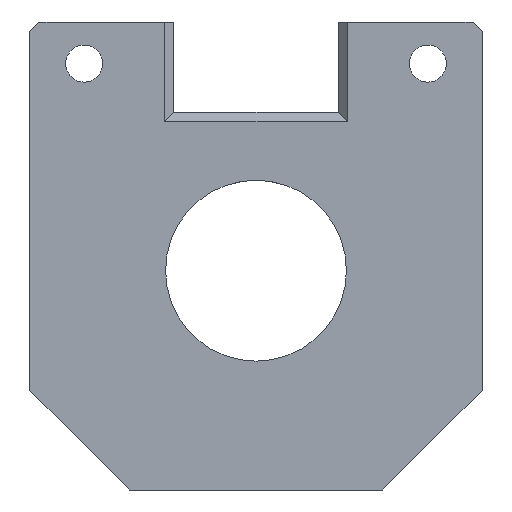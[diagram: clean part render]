
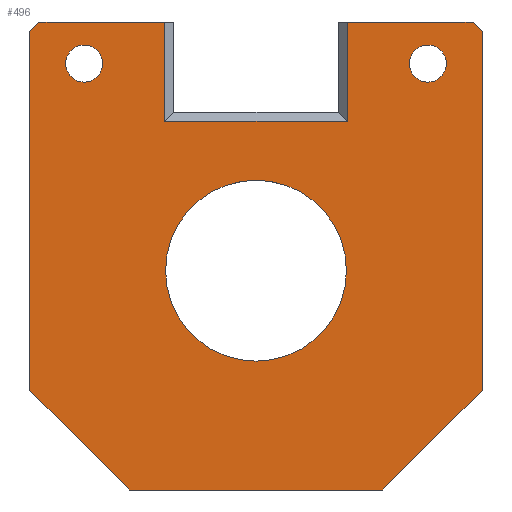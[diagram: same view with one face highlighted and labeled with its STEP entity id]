
A CAD part, left-side view. The second image highlights one B-rep face of the part: STEP entity #496.
In plain terms, the highlighted planar face has unit normal (-1, 0, 0).
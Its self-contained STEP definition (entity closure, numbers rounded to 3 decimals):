
#15=FACE_BOUND('',#80,.T.);
#16=FACE_BOUND('',#81,.T.);
#17=FACE_BOUND('',#82,.T.);
#28=PLANE('',#540);
#50=FACE_OUTER_BOUND('',#79,.T.);
#79=EDGE_LOOP('',(#359,#360,#361,#362,#363,#364,#365,#366,#367,#368,#369,
#370));
#80=EDGE_LOOP('',(#371));
#81=EDGE_LOOP('',(#372));
#82=EDGE_LOOP('',(#373));
#122=LINE('',#770,#173);
#125=LINE('',#776,#176);
#126=LINE('',#778,#177);
#127=LINE('',#780,#178);
#128=LINE('',#782,#179);
#129=LINE('',#784,#180);
#130=LINE('',#786,#181);
#131=LINE('',#788,#182);
#132=LINE('',#790,#183);
#133=LINE('',#792,#184);
#134=LINE('',#794,#185);
#135=LINE('',#795,#186);
#173=VECTOR('',#591,10.);
#176=VECTOR('',#596,10.);
#177=VECTOR('',#597,10.);
#178=VECTOR('',#598,10.);
#179=VECTOR('',#599,10.);
#180=VECTOR('',#600,10.);
#181=VECTOR('',#601,10.);
#182=VECTOR('',#602,10.);
#183=VECTOR('',#603,10.);
#184=VECTOR('',#604,10.);
#185=VECTOR('',#605,10.);
#186=VECTOR('',#606,10.);
#223=CIRCLE('',#541,10.);
#224=CIRCLE('',#542,2.05);
#225=CIRCLE('',#543,2.05);
#241=VERTEX_POINT('',#767);
#242=VERTEX_POINT('',#769);
#244=VERTEX_POINT('',#775);
#245=VERTEX_POINT('',#777);
#246=VERTEX_POINT('',#779);
#247=VERTEX_POINT('',#781);
#248=VERTEX_POINT('',#783);
#249=VERTEX_POINT('',#785);
#250=VERTEX_POINT('',#787);
#251=VERTEX_POINT('',#789);
#252=VERTEX_POINT('',#791);
#253=VERTEX_POINT('',#793);
#254=VERTEX_POINT('',#796);
#255=VERTEX_POINT('',#798);
#256=VERTEX_POINT('',#800);
#287=EDGE_CURVE('',#241,#242,#122,.T.);
#290=EDGE_CURVE('',#242,#244,#125,.T.);
#291=EDGE_CURVE('',#245,#241,#126,.T.);
#292=EDGE_CURVE('',#245,#246,#127,.F.);
#293=EDGE_CURVE('',#247,#246,#128,.T.);
#294=EDGE_CURVE('',#247,#248,#129,.F.);
#295=EDGE_CURVE('',#248,#249,#130,.T.);
#296=EDGE_CURVE('',#249,#250,#131,.F.);
#297=EDGE_CURVE('',#250,#251,#132,.T.);
#298=EDGE_CURVE('',#251,#252,#133,.F.);
#299=EDGE_CURVE('',#253,#252,#134,.T.);
#300=EDGE_CURVE('',#253,#244,#135,.F.);
#301=EDGE_CURVE('',#254,#254,#223,.F.);
#302=EDGE_CURVE('',#255,#255,#224,.T.);
#303=EDGE_CURVE('',#256,#256,#225,.T.);
#359=ORIENTED_EDGE('',*,*,#290,.F.);
#360=ORIENTED_EDGE('',*,*,#287,.F.);
#361=ORIENTED_EDGE('',*,*,#291,.F.);
#362=ORIENTED_EDGE('',*,*,#292,.T.);
#363=ORIENTED_EDGE('',*,*,#293,.F.);
#364=ORIENTED_EDGE('',*,*,#294,.T.);
#365=ORIENTED_EDGE('',*,*,#295,.T.);
#366=ORIENTED_EDGE('',*,*,#296,.T.);
#367=ORIENTED_EDGE('',*,*,#297,.T.);
#368=ORIENTED_EDGE('',*,*,#298,.T.);
#369=ORIENTED_EDGE('',*,*,#299,.F.);
#370=ORIENTED_EDGE('',*,*,#300,.T.);
#371=ORIENTED_EDGE('',*,*,#301,.T.);
#372=ORIENTED_EDGE('',*,*,#302,.T.);
#373=ORIENTED_EDGE('',*,*,#303,.T.);
#496=ADVANCED_FACE('',(#50,#15,#16,#17),#28,.T.);
#540=AXIS2_PLACEMENT_3D('',#774,#594,#595);
#541=AXIS2_PLACEMENT_3D('',#797,#607,#608);
#542=AXIS2_PLACEMENT_3D('',#799,#609,#610);
#543=AXIS2_PLACEMENT_3D('',#801,#611,#612);
#591=DIRECTION('',(0.,-1.,0.));
#594=DIRECTION('center_axis',(-1.,0.,0.));
#595=DIRECTION('ref_axis',(0.,0.,1.));
#596=DIRECTION('',(0.,0.,1.));
#597=DIRECTION('',(0.,0.,-1.));
#598=DIRECTION('',(0.,-1.,0.));
#599=DIRECTION('',(0.,-0.707,0.707));
#600=DIRECTION('',(0.,0.,1.));
#601=DIRECTION('',(0.,-0.707,-0.707));
#602=DIRECTION('',(0.,1.,0.));
#603=DIRECTION('',(0.,-0.707,0.707));
#604=DIRECTION('',(0.,0.,-1.));
#605=DIRECTION('',(0.,-0.707,-0.707));
#606=DIRECTION('',(0.,-1.,0.));
#607=DIRECTION('center_axis',(-1.,0.,0.));
#608=DIRECTION('ref_axis',(0.,0.,1.));
#609=DIRECTION('center_axis',(1.,0.,0.));
#610=DIRECTION('ref_axis',(0.,1.,0.));
#611=DIRECTION('center_axis',(1.,0.,0.));
#612=DIRECTION('ref_axis',(0.,1.,0.));
#767=CARTESIAN_POINT('',(54.8,10.1,31.75));
#769=CARTESIAN_POINT('',(54.8,-10.1,31.75));
#770=CARTESIAN_POINT('',(54.8,0.,31.75));
#774=CARTESIAN_POINT('Origin',(54.8,0.,18.25));
#775=CARTESIAN_POINT('',(54.8,-10.1,42.75));
#776=CARTESIAN_POINT('',(54.8,-10.1,32.875));
#777=CARTESIAN_POINT('',(54.8,10.1,42.75));
#778=CARTESIAN_POINT('',(54.8,10.1,32.875));
#779=CARTESIAN_POINT('',(54.8,24.,42.75));
#780=CARTESIAN_POINT('',(54.8,-13.,42.75));
#781=CARTESIAN_POINT('',(54.8,25.,41.75));
#782=CARTESIAN_POINT('',(54.8,24.375,42.375));
#783=CARTESIAN_POINT('',(54.8,25.,2.));
#784=CARTESIAN_POINT('',(54.8,25.,32.875));
#785=CARTESIAN_POINT('',(54.8,14.,-9.));
#786=CARTESIAN_POINT('',(54.8,12.,-11.));
#787=CARTESIAN_POINT('',(54.8,-14.,-9.));
#788=CARTESIAN_POINT('',(54.8,6.,-9.));
#789=CARTESIAN_POINT('',(54.8,-25.,2.));
#790=CARTESIAN_POINT('',(54.8,-12.,-11.));
#791=CARTESIAN_POINT('',(54.8,-25.,41.75));
#792=CARTESIAN_POINT('',(54.8,-25.,10.625));
#793=CARTESIAN_POINT('',(54.8,-24.,42.75));
#794=CARTESIAN_POINT('',(54.8,-24.375,42.375));
#795=CARTESIAN_POINT('',(54.8,-13.,42.75));
#796=CARTESIAN_POINT('',(54.8,0.,5.25));
#797=CARTESIAN_POINT('Origin',(54.8,0.,15.25));
#798=CARTESIAN_POINT('',(54.8,16.95,38.15));
#799=CARTESIAN_POINT('Origin',(54.8,19.,38.15));
#800=CARTESIAN_POINT('',(54.8,-21.05,38.15));
#801=CARTESIAN_POINT('Origin',(54.8,-19.,38.15));
